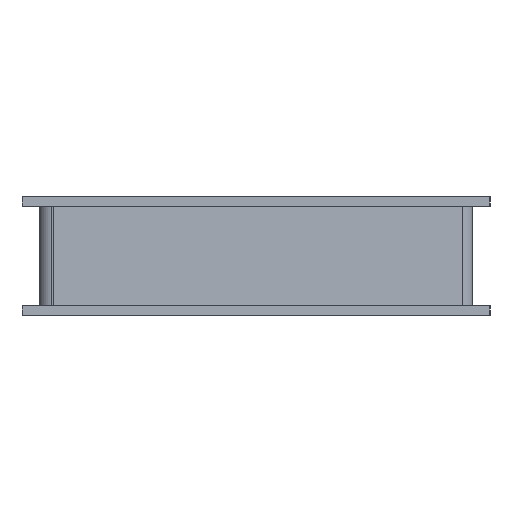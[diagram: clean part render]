
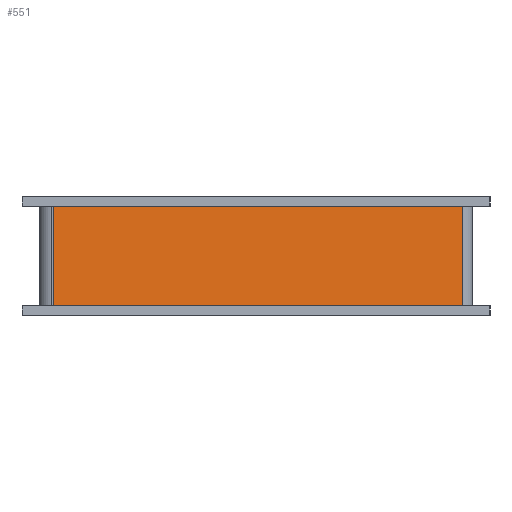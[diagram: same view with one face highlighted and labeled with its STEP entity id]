
A CAD part, left-side view. The second image highlights one B-rep face of the part: STEP entity #551.
In plain terms, the highlighted planar face has unit normal (-0.985, -0.174, 0).
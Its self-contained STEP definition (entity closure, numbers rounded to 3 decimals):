
#16 = LINE ( 'NONE', #3076, #1627 ) ;
#310 = ORIENTED_EDGE ( 'NONE', *, *, #2022, .T. ) ;
#320 = ORIENTED_EDGE ( 'NONE', *, *, #547, .F. ) ;
#360 = EDGE_LOOP ( 'NONE', ( #320, #310, #1937, #2274 ) ) ;
#457 = EDGE_CURVE ( 'NONE', #788, #674, #2574, .T. ) ;
#500 = CARTESIAN_POINT ( 'NONE',  ( 766.735, 821.043, 139.7 ) ) ;
#515 = CARTESIAN_POINT ( 'NONE',  ( 674.71, 1342.943, 139.7 ) ) ;
#547 = EDGE_CURVE ( 'NONE', #2054, #1496, #3152, .T. ) ;
#551 = ADVANCED_FACE ( 'NONE', ( #3253 ), #3457, .F. ) ;
#626 = DIRECTION ( 'NONE',  ( 0.174, -0.985, 0. ) ) ;
#674 = VERTEX_POINT ( 'NONE', #2549 ) ;
#788 = VERTEX_POINT ( 'NONE', #3879 ) ;
#846 = DIRECTION ( 'NONE',  ( 0.174, -0.985, 0. ) ) ;
#1036 = VECTOR ( 'NONE', #626, 1000. ) ;
#1165 = DIRECTION ( 'NONE',  ( 0.985, 0.174, 0. ) ) ;
#1253 = DIRECTION ( 'NONE',  ( 0., 0., -1. ) ) ;
#1294 = VECTOR ( 'NONE', #846, 1000. ) ;
#1480 = CARTESIAN_POINT ( 'NONE',  ( 674.71, 1342.943, 152.4 ) ) ;
#1496 = VERTEX_POINT ( 'NONE', #500 ) ;
#1627 = VECTOR ( 'NONE', #3058, 1000. ) ;
#1937 = ORIENTED_EDGE ( 'NONE', *, *, #457, .T. ) ;
#2022 = EDGE_CURVE ( 'NONE', #2054, #788, #16, .T. ) ;
#2054 = VERTEX_POINT ( 'NONE', #2651 ) ;
#2224 = CARTESIAN_POINT ( 'NONE',  ( 766.735, 821.043, 152.4 ) ) ;
#2274 = ORIENTED_EDGE ( 'NONE', *, *, #3404, .F. ) ;
#2381 = LINE ( 'NONE', #2224, #4018 ) ;
#2549 = CARTESIAN_POINT ( 'NONE',  ( 766.735, 821.043, 12.7 ) ) ;
#2574 = LINE ( 'NONE', #2593, #1036 ) ;
#2593 = CARTESIAN_POINT ( 'NONE',  ( 674.71, 1342.943, 12.7 ) ) ;
#2651 = CARTESIAN_POINT ( 'NONE',  ( 674.71, 1342.943, 139.7 ) ) ;
#2800 = DIRECTION ( 'NONE',  ( -0.174, 0.985, 0. ) ) ;
#2855 = AXIS2_PLACEMENT_3D ( 'NONE', #1480, #1165, #2800 ) ;
#3058 = DIRECTION ( 'NONE',  ( 0., 0., -1. ) ) ;
#3076 = CARTESIAN_POINT ( 'NONE',  ( 674.71, 1342.943, 152.4 ) ) ;
#3152 = LINE ( 'NONE', #515, #1294 ) ;
#3253 = FACE_OUTER_BOUND ( 'NONE', #360, .T. ) ;
#3404 = EDGE_CURVE ( 'NONE', #1496, #674, #2381, .T. ) ;
#3457 = PLANE ( 'NONE',  #2855 ) ;
#3879 = CARTESIAN_POINT ( 'NONE',  ( 674.71, 1342.943, 12.7 ) ) ;
#4018 = VECTOR ( 'NONE', #1253, 1000. ) ;
